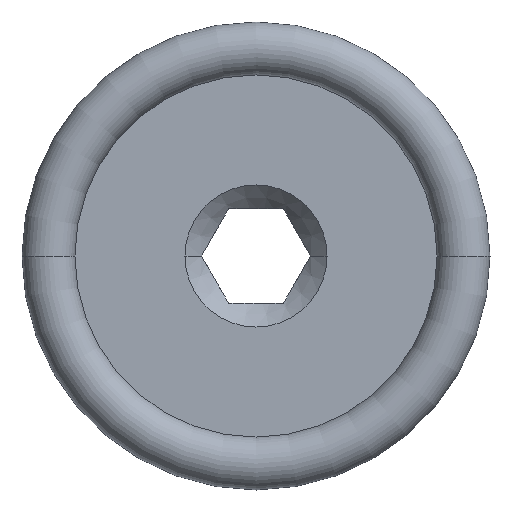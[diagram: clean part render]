
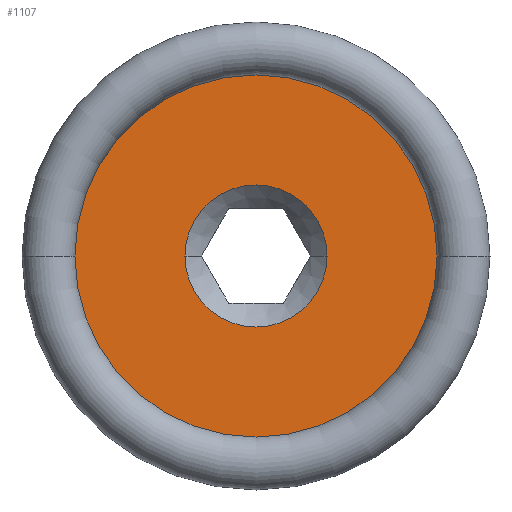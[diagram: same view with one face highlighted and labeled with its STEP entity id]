
A CAD part, front view. The second image highlights one B-rep face of the part: STEP entity #1107.
In plain terms, the highlighted planar face has unit normal (0, -1, 0).
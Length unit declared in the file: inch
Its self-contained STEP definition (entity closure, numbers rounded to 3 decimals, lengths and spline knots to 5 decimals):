
#478=CARTESIAN_POINT('',(0.,-0.1,0.));
#479=DIRECTION('',(0.,-1.,0.));
#480=DIRECTION('',(-1.,0.,0.));
#481=AXIS2_PLACEMENT_3D('',#478,#479,#480);
#483=CARTESIAN_POINT('',(0.,-0.1,0.));
#484=DIRECTION('',(0.,-1.,0.));
#485=DIRECTION('',(1.,0.,0.));
#486=AXIS2_PLACEMENT_3D('',#483,#484,#485);
#496=CARTESIAN_POINT('',(0.,-0.1,0.));
#497=DIRECTION('',(0.,1.,0.));
#498=DIRECTION('',(1.,0.,0.));
#499=AXIS2_PLACEMENT_3D('',#496,#497,#498);
#501=CARTESIAN_POINT('',(0.,-0.1,0.));
#502=DIRECTION('',(0.,-1.,0.));
#503=DIRECTION('',(1.,0.,0.));
#504=AXIS2_PLACEMENT_3D('',#501,#502,#503);
#614=CARTESIAN_POINT('',(0.2395,-0.1,0.));
#616=VERTEX_POINT('',#614);
#618=CARTESIAN_POINT('',(-0.2395,-0.1,0.));
#620=VERTEX_POINT('',#618);
#662=CARTESIAN_POINT('',(-0.094,-0.1,0.));
#663=CARTESIAN_POINT('',(0.094,-0.1,0.));
#664=VERTEX_POINT('',#662);
#665=VERTEX_POINT('',#663);
#1092=CARTESIAN_POINT('',(0.,-0.1,0.));
#1093=DIRECTION('',(0.,-1.,0.));
#1094=DIRECTION('',(-1.,0.,0.));
#1095=AXIS2_PLACEMENT_3D('',#1092,#1093,#1094);
#1096=PLANE('',#1095);
#1098=ORIENTED_EDGE('',*,*,#1097,.T.);
#1100=ORIENTED_EDGE('',*,*,#1099,.F.);
#1101=EDGE_LOOP('',(#1098,#1100));
#1102=FACE_OUTER_BOUND('',#1101,.F.);
#1103=ORIENTED_EDGE('',*,*,#1086,.T.);
#1104=ORIENTED_EDGE('',*,*,#1068,.T.);
#1105=EDGE_LOOP('',(#1103,#1104));
#1106=FACE_BOUND('',#1105,.F.);
#1107=ADVANCED_FACE('',(#1102,#1106),#1096,.T.);
#482=CIRCLE('',#481,0.094);
#487=CIRCLE('',#486,0.094);
#500=CIRCLE('',#499,0.2395);
#505=CIRCLE('',#504,0.2395);
#1068=EDGE_CURVE('',#665,#664,#487,.T.);
#1086=EDGE_CURVE('',#664,#665,#482,.T.);
#1097=EDGE_CURVE('',#616,#620,#500,.T.);
#1099=EDGE_CURVE('',#616,#620,#505,.T.);
